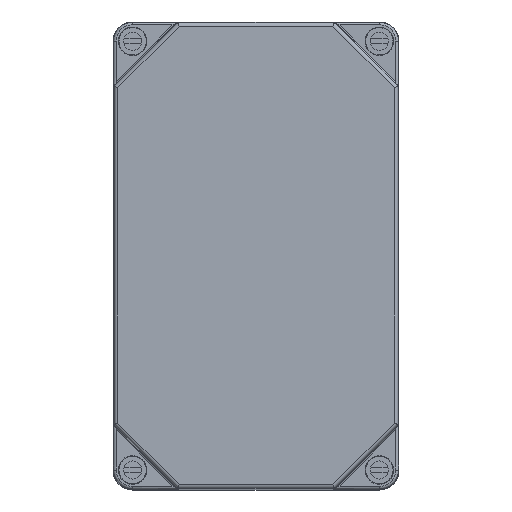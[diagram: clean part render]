
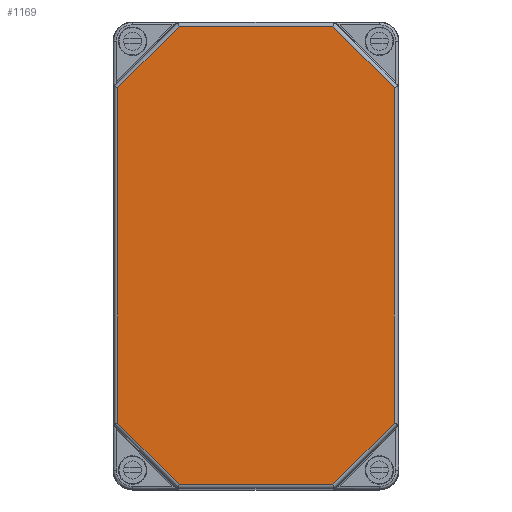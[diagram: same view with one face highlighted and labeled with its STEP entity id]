
A CAD part, top view. The second image highlights one B-rep face of the part: STEP entity #1169.
In plain terms, the highlighted planar face has unit normal (0, 0, 1).
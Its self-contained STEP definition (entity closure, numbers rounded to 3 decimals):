
#1169 = ADVANCED_FACE( '', ( #2708 ), #2709, .T. );
#2708 = FACE_OUTER_BOUND( '', #4717, .T. );
#2709 = PLANE( '', #4718 );
#4717 = EDGE_LOOP( '', ( #7831, #7832, #7833, #7834, #7835, #7836, #7837, #7838 ) );
#4718 = AXIS2_PLACEMENT_3D( '', #7839, #7840, #7841 );
#7831 = ORIENTED_EDGE( '', *, *, #12483, .T. );
#7832 = ORIENTED_EDGE( '', *, *, #12484, .F. );
#7833 = ORIENTED_EDGE( '', *, *, #12485, .T. );
#7834 = ORIENTED_EDGE( '', *, *, #12395, .F. );
#7835 = ORIENTED_EDGE( '', *, *, #12486, .T. );
#7836 = ORIENTED_EDGE( '', *, *, #12436, .T. );
#7837 = ORIENTED_EDGE( '', *, *, #12487, .T. );
#7838 = ORIENTED_EDGE( '', *, *, #11531, .T. );
#7839 = CARTESIAN_POINT( '', ( 0., 0., 92.5 ) );
#7840 = DIRECTION( '', ( 0., 0., 1. ) );
#7841 = DIRECTION( '', ( 1., 0., 0. ) );
#11531 = EDGE_CURVE( '', #13697, #13695, #13698, .T. );
#12395 = EDGE_CURVE( '', #15138, #15141, #15142, .T. );
#12436 = EDGE_CURVE( '', #15204, #15202, #15205, .T. );
#12483 = EDGE_CURVE( '', #13695, #15273, #15274, .T. );
#12484 = EDGE_CURVE( '', #15275, #15273, #15276, .T. );
#12485 = EDGE_CURVE( '', #15275, #15141, #15277, .T. );
#12486 = EDGE_CURVE( '', #15138, #15204, #15278, .T. );
#12487 = EDGE_CURVE( '', #15202, #13697, #15279, .T. );
#13695 = VERTEX_POINT( '', #16861 );
#13697 = VERTEX_POINT( '', #16863 );
#13698 = LINE( '', #16864, #16865 );
#15138 = VERTEX_POINT( '', #18848 );
#15141 = VERTEX_POINT( '', #18851 );
#15142 = LINE( '', #18852, #18853 );
#15202 = VERTEX_POINT( '', #18960 );
#15204 = VERTEX_POINT( '', #18962 );
#15205 = LINE( '', #18963, #18964 );
#15273 = VERTEX_POINT( '', #19051 );
#15274 = LINE( '', #19052, #19053 );
#15275 = VERTEX_POINT( '', #19054 );
#15276 = LINE( '', #19055, #19056 );
#15277 = LINE( '', #19057, #19058 );
#15278 = LINE( '', #19059, #19060 );
#15279 = LINE( '', #19061, #19062 );
#16861 = CARTESIAN_POINT( '', ( -53.182, -64.546, 92.5 ) );
#16863 = CARTESIAN_POINT( '', ( -53.182, 64.546, 92.5 ) );
#16864 = CARTESIAN_POINT( '', ( -53.182, 150., 92.5 ) );
#16865 = VECTOR( '', #21101, 1000. );
#18848 = CARTESIAN_POINT( '', ( 53.182, 64.546, 92.5 ) );
#18851 = CARTESIAN_POINT( '', ( 53.182, -64.546, 92.5 ) );
#18852 = CARTESIAN_POINT( '', ( 53.182, 150., 92.5 ) );
#18853 = VECTOR( '', #22198, 1000. );
#18960 = CARTESIAN_POINT( '', ( -29.546, 88.182, 92.5 ) );
#18962 = CARTESIAN_POINT( '', ( 29.546, 88.182, 92.5 ) );
#18963 = CARTESIAN_POINT( '', ( 100., 88.182, 92.5 ) );
#18964 = VECTOR( '', #22248, 1000. );
#19051 = CARTESIAN_POINT( '', ( -29.546, -88.182, 92.5 ) );
#19052 = CARTESIAN_POINT( '', ( -59.042, -58.686, 92.5 ) );
#19053 = VECTOR( '', #22317, 1000. );
#19054 = CARTESIAN_POINT( '', ( 29.546, -88.182, 92.5 ) );
#19055 = CARTESIAN_POINT( '', ( 100., -88.182, 92.5 ) );
#19056 = VECTOR( '', #22318, 1000. );
#19057 = CARTESIAN_POINT( '', ( 23.686, -94.042, 92.5 ) );
#19058 = VECTOR( '', #22319, 1000. );
#19059 = CARTESIAN_POINT( '', ( 59.042, 58.686, 92.5 ) );
#19060 = VECTOR( '', #22320, 1000. );
#19061 = CARTESIAN_POINT( '', ( -23.686, 94.042, 92.5 ) );
#19062 = VECTOR( '', #22321, 1000. );
#21101 = DIRECTION( '', ( 0., -1., 0. ) );
#22198 = DIRECTION( '', ( 0., -1., 0. ) );
#22248 = DIRECTION( '', ( -1., 0., 0. ) );
#22317 = DIRECTION( '', ( 0.707, -0.707, 0. ) );
#22318 = DIRECTION( '', ( -1., 0., 0. ) );
#22319 = DIRECTION( '', ( 0.707, 0.707, 0. ) );
#22320 = DIRECTION( '', ( -0.707, 0.707, 0. ) );
#22321 = DIRECTION( '', ( -0.707, -0.707, 0. ) );
